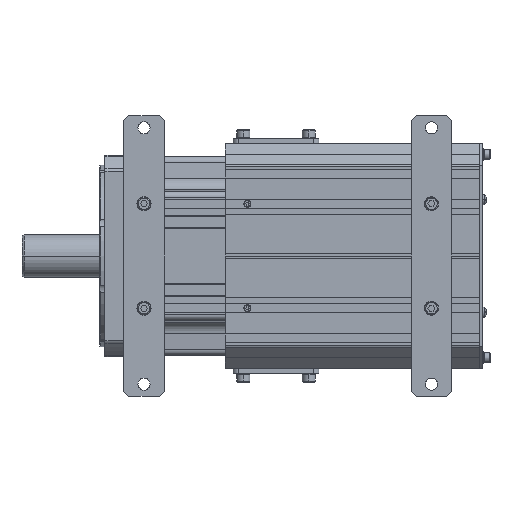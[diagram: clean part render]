
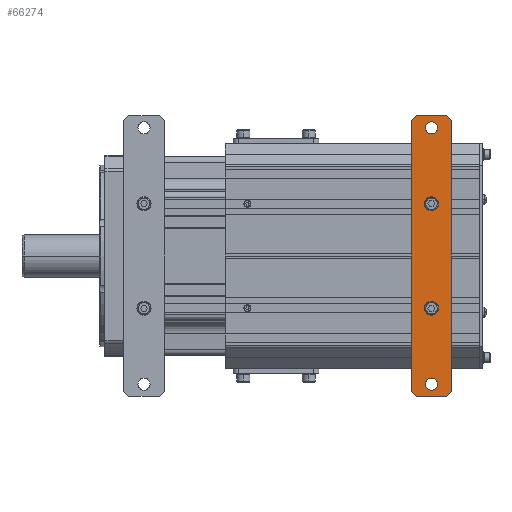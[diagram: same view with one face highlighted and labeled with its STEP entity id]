
A CAD part, front view. The second image highlights one B-rep face of the part: STEP entity #66274.
In plain terms, the highlighted planar face has unit normal (0, -1, 0).
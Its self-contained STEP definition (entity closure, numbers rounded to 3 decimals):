
#65971=CARTESIAN_POINT('',(406.,-124.,-51.75));
#65972=DIRECTION('',(0.,-1.,0.));
#65973=DIRECTION('',(0.,0.,-1.));
#65974=AXIS2_PLACEMENT_3D('',#65971,#65972,#65973);
#65976=CARTESIAN_POINT('',(406.,-124.,-51.75));
#65977=DIRECTION('',(0.,-1.,0.));
#65978=DIRECTION('',(0.,0.,1.));
#65979=AXIS2_PLACEMENT_3D('',#65976,#65977,#65978);
#65981=CARTESIAN_POINT('',(406.,-124.,51.75));
#65982=DIRECTION('',(0.,-1.,0.));
#65983=DIRECTION('',(0.,0.,-1.));
#65984=AXIS2_PLACEMENT_3D('',#65981,#65982,#65983);
#65986=CARTESIAN_POINT('',(406.,-124.,51.75));
#65987=DIRECTION('',(0.,-1.,0.));
#65988=DIRECTION('',(0.,0.,1.));
#65989=AXIS2_PLACEMENT_3D('',#65986,#65987,#65988);
#65991=CARTESIAN_POINT('',(406.,-124.,127.));
#65992=DIRECTION('',(0.,-1.,0.));
#65993=DIRECTION('',(0.,0.,1.));
#65994=AXIS2_PLACEMENT_3D('',#65991,#65992,#65993);
#65996=CARTESIAN_POINT('',(406.,-124.,127.));
#65997=DIRECTION('',(0.,-1.,0.));
#65998=DIRECTION('',(0.,0.,-1.));
#65999=AXIS2_PLACEMENT_3D('',#65996,#65997,#65998);
#66001=CARTESIAN_POINT('',(406.,-124.,-127.));
#66002=DIRECTION('',(0.,-1.,0.));
#66003=DIRECTION('',(0.,0.,1.));
#66004=AXIS2_PLACEMENT_3D('',#66001,#66002,#66003);
#66006=CARTESIAN_POINT('',(406.,-124.,-127.));
#66007=DIRECTION('',(0.,-1.,0.));
#66008=DIRECTION('',(0.,0.,-1.));
#66009=AXIS2_PLACEMENT_3D('',#66006,#66007,#66008);
#66011=DIRECTION('',(0.707,0.,0.707));
#66012=VECTOR('',#66011,7.071);
#66013=CARTESIAN_POINT('',(421.,-124.,-139.));
#66014=LINE('',#66013,#66012);
#66015=DIRECTION('',(-1.,0.,0.));
#66016=VECTOR('',#66015,30.);
#66017=CARTESIAN_POINT('',(421.,-124.,-139.));
#66018=LINE('',#66017,#66016);
#66019=DIRECTION('',(0.707,0.,-0.707));
#66020=VECTOR('',#66019,7.071);
#66021=CARTESIAN_POINT('',(386.,-124.,-134.));
#66022=LINE('',#66021,#66020);
#66023=DIRECTION('',(0.,0.,1.));
#66024=VECTOR('',#66023,268.);
#66025=CARTESIAN_POINT('',(386.,-124.,-134.));
#66026=LINE('',#66025,#66024);
#66027=DIRECTION('',(-0.707,0.,-0.707));
#66028=VECTOR('',#66027,7.071);
#66029=CARTESIAN_POINT('',(391.,-124.,139.));
#66030=LINE('',#66029,#66028);
#66031=DIRECTION('',(1.,0.,0.));
#66032=VECTOR('',#66031,30.);
#66033=CARTESIAN_POINT('',(391.,-124.,139.));
#66034=LINE('',#66033,#66032);
#66035=DIRECTION('',(-0.707,0.,0.707));
#66036=VECTOR('',#66035,7.071);
#66037=CARTESIAN_POINT('',(426.,-124.,134.));
#66038=LINE('',#66037,#66036);
#66039=DIRECTION('',(0.,0.,-1.));
#66040=VECTOR('',#66039,268.);
#66041=CARTESIAN_POINT('',(426.,-124.,134.));
#66042=LINE('',#66041,#66040);
#66163=CARTESIAN_POINT('',(421.,-124.,-139.));
#66164=CARTESIAN_POINT('',(426.,-124.,-134.));
#66165=VERTEX_POINT('',#66163);
#66166=VERTEX_POINT('',#66164);
#66171=CARTESIAN_POINT('',(386.,-124.,-134.));
#66172=CARTESIAN_POINT('',(391.,-124.,-139.));
#66173=VERTEX_POINT('',#66171);
#66174=VERTEX_POINT('',#66172);
#66179=CARTESIAN_POINT('',(426.,-124.,134.));
#66180=CARTESIAN_POINT('',(421.,-124.,139.));
#66181=VERTEX_POINT('',#66179);
#66182=VERTEX_POINT('',#66180);
#66187=CARTESIAN_POINT('',(391.,-124.,139.));
#66188=CARTESIAN_POINT('',(386.,-124.,134.));
#66189=VERTEX_POINT('',#66187);
#66190=VERTEX_POINT('',#66188);
#66195=CARTESIAN_POINT('',(406.,-124.,-58.75));
#66196=CARTESIAN_POINT('',(406.,-124.,-44.75));
#66197=VERTEX_POINT('',#66195);
#66198=VERTEX_POINT('',#66196);
#66203=CARTESIAN_POINT('',(406.,-124.,44.75));
#66204=CARTESIAN_POINT('',(406.,-124.,58.75));
#66205=VERTEX_POINT('',#66203);
#66206=VERTEX_POINT('',#66204);
#66211=CARTESIAN_POINT('',(406.,-124.,133.));
#66212=CARTESIAN_POINT('',(406.,-124.,121.));
#66213=VERTEX_POINT('',#66211);
#66214=VERTEX_POINT('',#66212);
#66219=CARTESIAN_POINT('',(406.,-124.,-121.));
#66220=CARTESIAN_POINT('',(406.,-124.,-133.));
#66221=VERTEX_POINT('',#66219);
#66222=VERTEX_POINT('',#66220);
#66227=CARTESIAN_POINT('',(406.,-124.,0.));
#66228=DIRECTION('',(0.,1.,0.));
#66229=DIRECTION('',(0.,0.,-1.));
#66230=AXIS2_PLACEMENT_3D('',#66227,#66228,#66229);
#66231=PLANE('',#66230);
#66233=ORIENTED_EDGE('',*,*,#66232,.F.);
#66235=ORIENTED_EDGE('',*,*,#66234,.T.);
#66237=ORIENTED_EDGE('',*,*,#66236,.F.);
#66239=ORIENTED_EDGE('',*,*,#66238,.T.);
#66241=ORIENTED_EDGE('',*,*,#66240,.F.);
#66243=ORIENTED_EDGE('',*,*,#66242,.T.);
#66245=ORIENTED_EDGE('',*,*,#66244,.F.);
#66247=ORIENTED_EDGE('',*,*,#66246,.T.);
#66248=EDGE_LOOP('',(#66233,#66235,#66237,#66239,#66241,#66243,#66245,#66247));
#66249=FACE_OUTER_BOUND('',#66248,.F.);
#66251=ORIENTED_EDGE('',*,*,#66250,.T.);
#66253=ORIENTED_EDGE('',*,*,#66252,.T.);
#66254=EDGE_LOOP('',(#66251,#66253));
#66255=FACE_BOUND('',#66254,.F.);
#66257=ORIENTED_EDGE('',*,*,#66256,.T.);
#66259=ORIENTED_EDGE('',*,*,#66258,.T.);
#66260=EDGE_LOOP('',(#66257,#66259));
#66261=FACE_BOUND('',#66260,.F.);
#66263=ORIENTED_EDGE('',*,*,#66262,.T.);
#66265=ORIENTED_EDGE('',*,*,#66264,.T.);
#66266=EDGE_LOOP('',(#66263,#66265));
#66267=FACE_BOUND('',#66266,.F.);
#66269=ORIENTED_EDGE('',*,*,#66268,.T.);
#66271=ORIENTED_EDGE('',*,*,#66270,.T.);
#66272=EDGE_LOOP('',(#66269,#66271));
#66273=FACE_BOUND('',#66272,.F.);
#66274=ADVANCED_FACE('',(#66249,#66255,#66261,#66267,#66273),#66231,.F.);
#65975=CIRCLE('',#65974,7.);
#65980=CIRCLE('',#65979,7.);
#65985=CIRCLE('',#65984,7.);
#65990=CIRCLE('',#65989,7.);
#65995=CIRCLE('',#65994,6.);
#66000=CIRCLE('',#65999,6.);
#66005=CIRCLE('',#66004,6.);
#66010=CIRCLE('',#66009,6.);
#66232=EDGE_CURVE('',#66165,#66166,#66014,.T.);
#66234=EDGE_CURVE('',#66165,#66174,#66018,.T.);
#66236=EDGE_CURVE('',#66173,#66174,#66022,.T.);
#66238=EDGE_CURVE('',#66173,#66190,#66026,.T.);
#66240=EDGE_CURVE('',#66189,#66190,#66030,.T.);
#66242=EDGE_CURVE('',#66189,#66182,#66034,.T.);
#66244=EDGE_CURVE('',#66181,#66182,#66038,.T.);
#66246=EDGE_CURVE('',#66181,#66166,#66042,.T.);
#66250=EDGE_CURVE('',#66197,#66198,#65975,.T.);
#66252=EDGE_CURVE('',#66198,#66197,#65980,.T.);
#66256=EDGE_CURVE('',#66205,#66206,#65985,.T.);
#66258=EDGE_CURVE('',#66206,#66205,#65990,.T.);
#66262=EDGE_CURVE('',#66213,#66214,#65995,.T.);
#66264=EDGE_CURVE('',#66214,#66213,#66000,.T.);
#66268=EDGE_CURVE('',#66221,#66222,#66005,.T.);
#66270=EDGE_CURVE('',#66222,#66221,#66010,.T.);
